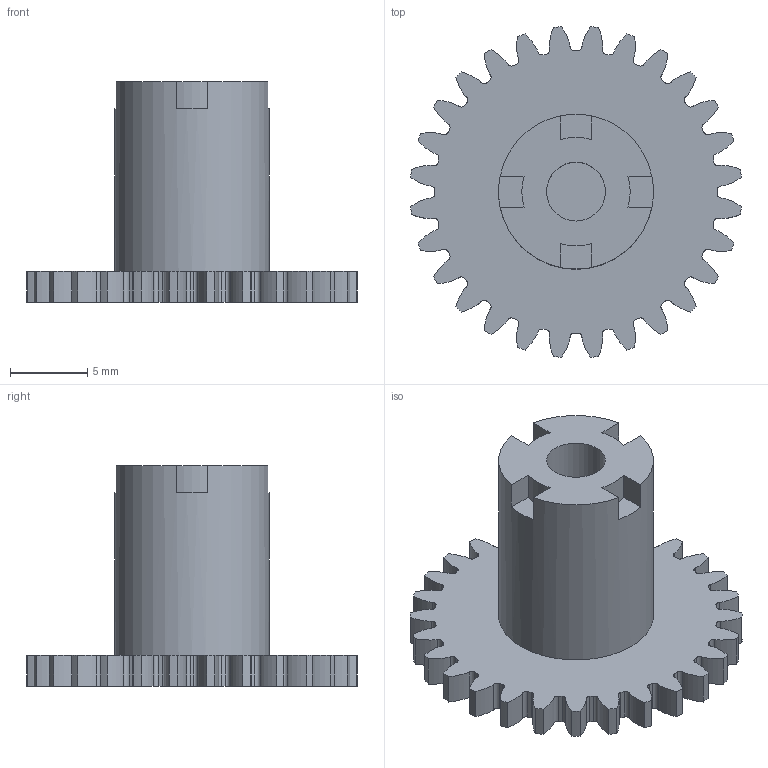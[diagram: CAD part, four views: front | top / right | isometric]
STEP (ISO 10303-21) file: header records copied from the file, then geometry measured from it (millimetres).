
FILE_DESCRIPTION(/* description */ (''),/* implementation_level */ '2;1');
FILE_NAME(/* name */ 'gears - main v5.step',/* time_stamp */ '2020-06-08T16:49:26+02:00',/* author */ (''),/* organization */ (''),/* preprocessor_version */ 'ST-DEVELOPER v18.1',/* originating_system */ 'Autodesk Translation Framework v9.3.0.1241',/* authorisation */ '');
FILE_SCHEMA (('AUTOMOTIVE_DESIGN { 1 0 10303 214 3 1 1 }'));
Length unit declared in the file: millimetre
Products named in the file (1): gears - main
Bounding box: 21.35 x 21.35 x 14.25 mm (x, y, z)
Volume: 1466.6 mm3; surface area: 1386.1 mm2
Topology: 1 solids, 1 shells, 192 faces, 561 edges, 374 vertices
Faces by surface type: cylinder 119, bspline 56, plane 17
Full cylindrical faces by diameter (mm): 3 x1, 3.8 x1, 10 x1
Entity records: 12216 total; most frequent: CARTESIAN_POINT 7232, ORIENTED_EDGE 1122, DIRECTION 969, EDGE_CURVE 561, AXIS2_PLACEMENT_3D 383, VERTEX_POINT 374, CIRCLE 246, LINE 203
